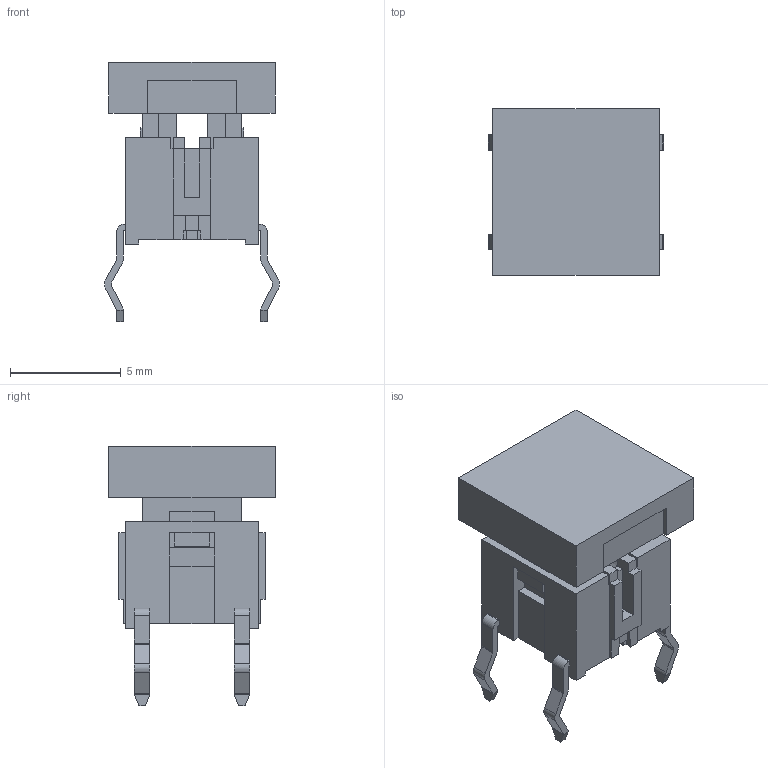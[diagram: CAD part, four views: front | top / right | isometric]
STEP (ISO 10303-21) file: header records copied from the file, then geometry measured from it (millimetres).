
FILE_DESCRIPTION((' '),'2;1');
FILE_NAME('TL1240NQ1Jxxx.stp','2017-08-01T07:54:17',(' '),(' '),' ','ACIS',' ');
FILE_SCHEMA(('CONFIG_CONTROL_DESIGN'));
Length unit declared in the file: inch
Products named in the file (1): TL1240NQ1Jxxx.stp
Bounding box: 7.9 x 7.5 x 11.7 mm (x, y, z)
Volume: 191.4 mm3; surface area: 746.8 mm2
Topology: 1 solids, 1 shells, 296 faces, 874 edges, 569 vertices
Faces by surface type: plane 261, cylinder 34, sphere 1
Entity records: 9805 total; most frequent: ORIENTED_EDGE 1742, CARTESIAN_POINT 1735, DIRECTION 1534, EDGE_CURVE 871, VECTOR 802, LINE 802, VERTEX_POINT 567, AXIS2_PLACEMENT_3D 366
